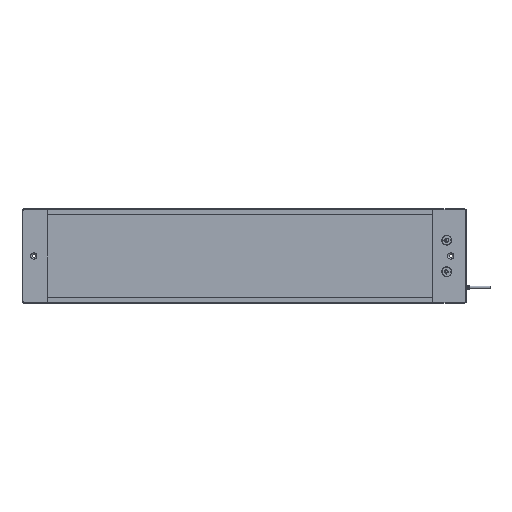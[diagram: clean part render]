
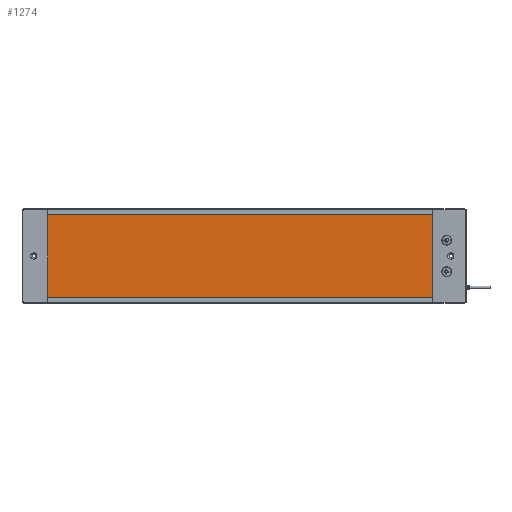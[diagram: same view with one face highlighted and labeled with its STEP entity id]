
A CAD part, top view. The second image highlights one B-rep face of the part: STEP entity #1274.
In plain terms, the highlighted planar face has unit normal (0, 0, 1).
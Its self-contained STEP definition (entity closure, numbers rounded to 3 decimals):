
#967=CARTESIAN_POINT('',(32.5,-53.,9.));
#968=VERTEX_POINT('',#967);
#969=CARTESIAN_POINT('',(32.5,53.,9.));
#970=VERTEX_POINT('',#969);
#971=CARTESIAN_POINT('',(32.5,-53.,9.));
#972=DIRECTION('',(0.0,1.0,0.0));
#973=VECTOR('',#972,106.0);
#974=LINE('',#971,#973);
#975=EDGE_CURVE('',#968,#970,#974,.T.);
#1232=CARTESIAN_POINT('',(522.5,53.,9.));
#1233=VERTEX_POINT('',#1232);
#1234=CARTESIAN_POINT('',(32.5,53.,9.));
#1235=DIRECTION('',(1.0,0.0,0.0));
#1236=VECTOR('',#1235,490.0);
#1237=LINE('',#1234,#1236);
#1238=EDGE_CURVE('',#970,#1233,#1237,.T.);
#1251=CARTESIAN_POINT('',(807.0,7.,9.));
#1252=DIRECTION('',(0.0,0.0,1.0));
#1253=DIRECTION('',(1.0,0.0,0.0));
#1254=AXIS2_PLACEMENT_3D('',#1251,#1252,#1253);
#1255=PLANE('',#1254);
#1256=CARTESIAN_POINT('',(522.5,-53.,9.));
#1257=VERTEX_POINT('',#1256);
#1258=CARTESIAN_POINT('',(32.5,-53.,9.));
#1259=DIRECTION('',(1.0,0.0,0.0));
#1260=VECTOR('',#1259,490.0);
#1261=LINE('',#1258,#1260);
#1262=EDGE_CURVE('',#968,#1257,#1261,.T.);
#1263=ORIENTED_EDGE('',*,*,#1262,.T.);
#1264=CARTESIAN_POINT('',(522.5,53.,9.));
#1265=DIRECTION('',(0.0,-1.0,0.0));
#1266=VECTOR('',#1265,106.0);
#1267=LINE('',#1264,#1266);
#1268=EDGE_CURVE('',#1233,#1257,#1267,.T.);
#1269=ORIENTED_EDGE('',*,*,#1268,.F.);
#1270=ORIENTED_EDGE('',*,*,#1238,.F.);
#1271=ORIENTED_EDGE('',*,*,#975,.F.);
#1272=EDGE_LOOP('',(#1263,#1269,#1270,#1271));
#1273=FACE_OUTER_BOUND('',#1272,.T.);
#1274=ADVANCED_FACE('',(#1273),#1255,.T.);
